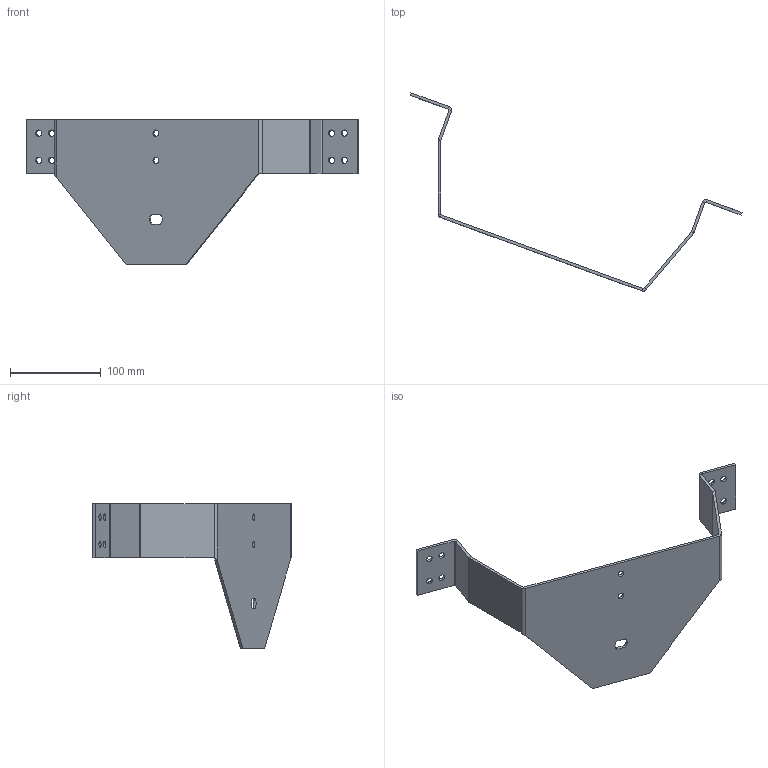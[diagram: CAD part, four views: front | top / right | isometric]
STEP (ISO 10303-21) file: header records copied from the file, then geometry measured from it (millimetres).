
FILE_DESCRIPTION(('FreeCAD Model'),'2;1');
FILE_NAME('Open CASCADE Shape Model','2023-06-09T15:52:43',('Author'),( ''),'Open CASCADE STEP processor 7.6','FreeCAD','Unknown');
FILE_SCHEMA(('AUTOMOTIVE_DESIGN { 1 0 10303 214 1 1 1 1 }'));
Length unit declared in the file: millimetre
Products named in the file (1): Body
Bounding box: 366.63 x 219.04 x 160 mm (x, y, z)
Volume: 147499.3 mm3; surface area: 103185.6 mm2
Topology: 1 solids, 1 shells, 70 faces, 156 edges, 88 vertices
Faces by surface type: plane 34, cylinder 24, bspline 12
Full cylindrical faces by diameter (mm): 7 x10
Entity records: 6386 total; most frequent: CARTESIAN_POINT 3321, DIRECTION 519, LINE 333, VECTOR 333, ORIENTED_EDGE 312, PCURVE 312, DEFINITIONAL_REPRESENTATION 312, EDGE_CURVE 156
